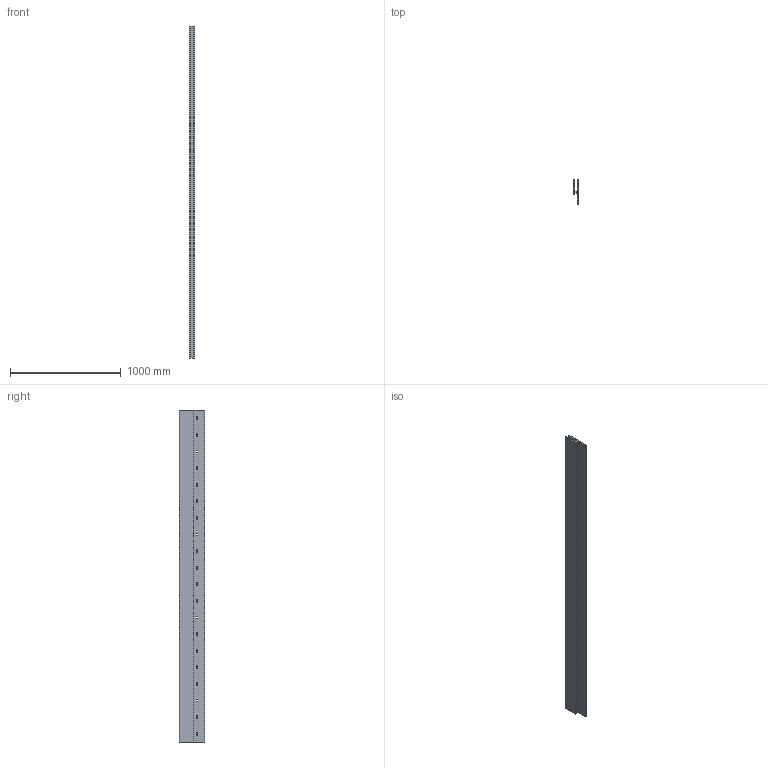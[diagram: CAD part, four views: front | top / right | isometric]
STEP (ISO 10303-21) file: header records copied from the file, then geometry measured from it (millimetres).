
FILE_DESCRIPTION (( 'STEP AP203' ), '1' );
FILE_NAME ('80100-ALU-3M.STEP', '2018-05-14T12:07:56', ( '' ), ( '' ), 'SwSTEP 2.0', 'SolidWorks 2015', '' );
FILE_SCHEMA (( 'CONFIG_CONTROL_DESIGN' ));
Length unit declared in the file: millimetre
Products named in the file (1): 80100-ALU-3M
Bounding box: 47 x 227.5 x 3000 mm (x, y, z)
Volume: 12450110.4 mm3; surface area: 2364721.4 mm2
Topology: 1 solids, 1 shells, 369 faces, 1014 edges, 676 vertices
Faces by surface type: plane 200, bspline 113, cylinder 56
Entity records: 18203 total; most frequent: CARTESIAN_POINT 9317, ORIENTED_EDGE 2028, DIRECTION 1414, EDGE_CURVE 1014, LINE 676, VERTEX_POINT 676, VECTOR 676, EDGE_LOOP 438
